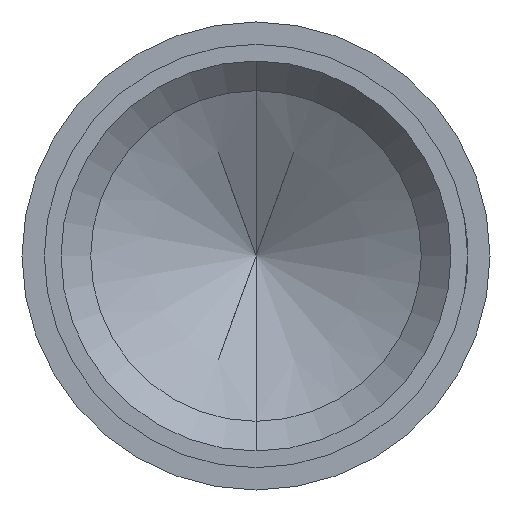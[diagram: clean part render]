
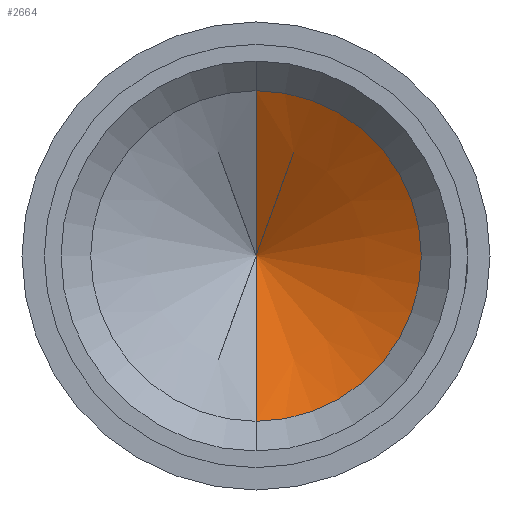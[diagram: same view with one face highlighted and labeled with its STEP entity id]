
A CAD part, front view. The second image highlights one B-rep face of the part: STEP entity #2664.
In plain terms, the highlighted conical face has half-angle 60 degrees and reference radius 1.135 mm.
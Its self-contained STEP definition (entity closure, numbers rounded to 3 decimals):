
#1029=CARTESIAN_POINT('',(0.,-4.,0.));
#1030=DIRECTION('',(0.,-1.,0.));
#1031=DIRECTION('',(0.,0.,-1.));
#1032=AXIS2_PLACEMENT_3D('',#1029,#1030,#1031);
#1068=DIRECTION('',(0.,-0.5,-0.866));
#1069=VECTOR('',#1068,2.569);
#1070=CARTESIAN_POINT('',(0.,-2.715,0.));
#1071=LINE('',#1070,#1069);
#1072=DIRECTION('',(0.,-0.5,0.866));
#1073=VECTOR('',#1072,2.569);
#1074=CARTESIAN_POINT('',(0.,-2.715,0.));
#1075=LINE('',#1074,#1073);
#1088=CARTESIAN_POINT('',(0.,-2.715,0.));
#1089=CARTESIAN_POINT('',(0.,-4.,-2.225));
#1090=VERTEX_POINT('',#1088);
#1091=VERTEX_POINT('',#1089);
#1098=CARTESIAN_POINT('',(0.,-4.,2.225));
#1099=VERTEX_POINT('',#1098);
#2652=CARTESIAN_POINT('',(0.,-3.371,0.));
#2653=DIRECTION('',(0.,-1.,0.));
#2654=DIRECTION('',(0.,0.,1.));
#2655=AXIS2_PLACEMENT_3D('',#2652,#2653,#2654);
#2656=CONICAL_SURFACE('',#2655,1.135,60.);
#2658=ORIENTED_EDGE('',*,*,#2657,.F.);
#2660=ORIENTED_EDGE('',*,*,#2659,.T.);
#2661=ORIENTED_EDGE('',*,*,#2640,.F.);
#2662=EDGE_LOOP('',(#2658,#2660,#2661));
#2663=FACE_OUTER_BOUND('',#2662,.F.);
#2664=ADVANCED_FACE('',(#2663),#2656,.F.);
#1033=CIRCLE('',#1032,2.225);
#2640=EDGE_CURVE('',#1091,#1099,#1033,.T.);
#2657=EDGE_CURVE('',#1090,#1091,#1071,.T.);
#2659=EDGE_CURVE('',#1090,#1099,#1075,.T.);
